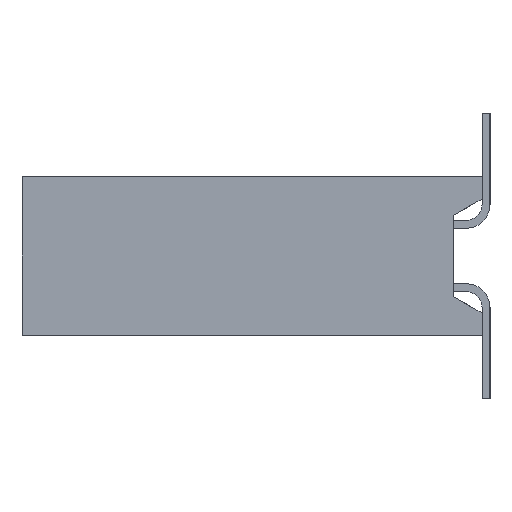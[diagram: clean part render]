
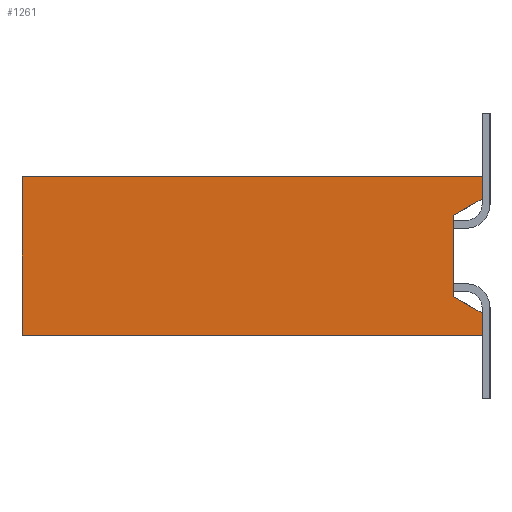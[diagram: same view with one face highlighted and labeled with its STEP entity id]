
A CAD part, left-side view. The second image highlights one B-rep face of the part: STEP entity #1261.
In plain terms, the highlighted planar face has unit normal (-1, 0, 0).
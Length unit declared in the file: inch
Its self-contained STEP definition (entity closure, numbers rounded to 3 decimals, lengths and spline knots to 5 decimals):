
#1261 = ADVANCED_FACE( '', ( #2543 ), #2544, .F. );
#2543 = FACE_OUTER_BOUND( '', #3813, .T. );
#2544 = PLANE( '', #3814 );
#3813 = EDGE_LOOP( '', ( #7781, #7782, #7783, #7784, #7785, #7786, #7787, #7788 ) );
#3814 = AXIS2_PLACEMENT_3D( '', #7789, #7790, #7791 );
#7781 = ORIENTED_EDGE( '', *, *, #8087, .F. );
#7782 = ORIENTED_EDGE( '', *, *, #9453, .T. );
#7783 = ORIENTED_EDGE( '', *, *, #8775, .F. );
#7784 = ORIENTED_EDGE( '', *, *, #8712, .F. );
#7785 = ORIENTED_EDGE( '', *, *, #9378, .T. );
#7786 = ORIENTED_EDGE( '', *, *, #9460, .T. );
#7787 = ORIENTED_EDGE( '', *, *, #8906, .F. );
#7788 = ORIENTED_EDGE( '', *, *, #9076, .F. );
#7789 = CARTESIAN_POINT( '', ( -0.55, 0.29, -0.05 ) );
#7790 = DIRECTION( '', ( 1., 0., 0. ) );
#7791 = DIRECTION( '', ( 0., 0., -1. ) );
#8087 = EDGE_CURVE( '', #9860, #9858, #9862, .T. );
#8712 = EDGE_CURVE( '', #10881, #10883, #10884, .T. );
#8775 = EDGE_CURVE( '', #10883, #10977, #10978, .T. );
#8906 = EDGE_CURVE( '', #11187, #11182, #11189, .T. );
#9076 = EDGE_CURVE( '', #9858, #11187, #11426, .T. );
#9378 = EDGE_CURVE( '', #10881, #11781, #11783, .T. );
#9453 = EDGE_CURVE( '', #9860, #10977, #11858, .T. );
#9460 = EDGE_CURVE( '', #11781, #11182, #11865, .T. );
#9858 = VERTEX_POINT( '', #12429 );
#9860 = VERTEX_POINT( '', #12432 );
#9862 = LINE( '', #12435, #12436 );
#10881 = VERTEX_POINT( '', #13945 );
#10883 = VERTEX_POINT( '', #13948 );
#10884 = LINE( '', #13949, #13950 );
#10977 = VERTEX_POINT( '', #14091 );
#10978 = LINE( '', #14092, #14093 );
#11182 = VERTEX_POINT( '', #14404 );
#11187 = VERTEX_POINT( '', #14411 );
#11189 = LINE( '', #14414, #14415 );
#11426 = LINE( '', #14787, #14788 );
#11781 = VERTEX_POINT( '', #15321 );
#11783 = LINE( '', #15324, #15325 );
#11858 = LINE( '', #15417, #15418 );
#11865 = LINE( '', #15425, #15426 );
#12429 = CARTESIAN_POINT( '', ( -0.55, 0.018, 0.02561 ) );
#12432 = CARTESIAN_POINT( '', ( -0.55, 0., 0.036 ) );
#12435 = CARTESIAN_POINT( '', ( -0.55, 0.25474, -0.11107 ) );
#12436 = VECTOR( '', #15634, 39.37008 );
#13945 = CARTESIAN_POINT( '', ( -0.55, 0.29, -0.05 ) );
#13948 = CARTESIAN_POINT( '', ( -0.55, 0.29, 0.05 ) );
#13949 = CARTESIAN_POINT( '', ( -0.55, 0.29, -0.05 ) );
#13950 = VECTOR( '', #16159, 39.37008 );
#14091 = CARTESIAN_POINT( '', ( -0.55, 0., 0.05 ) );
#14092 = CARTESIAN_POINT( '', ( -0.55, 0.29, 0.05 ) );
#14093 = VECTOR( '', #16217, 39.37008 );
#14404 = CARTESIAN_POINT( '', ( -0.55, 0., -0.036 ) );
#14411 = CARTESIAN_POINT( '', ( -0.55, 0.018, -0.02561 ) );
#14414 = CARTESIAN_POINT( '', ( -0.55, 0.21144, 0.08607 ) );
#14415 = VECTOR( '', #16337, 39.37008 );
#14787 = CARTESIAN_POINT( '', ( -0.55, 0.018, -0.05 ) );
#14788 = VECTOR( '', #16494, 39.37008 );
#15321 = CARTESIAN_POINT( '', ( -0.55, 0., -0.05 ) );
#15324 = CARTESIAN_POINT( '', ( -0.55, 0.29, -0.05 ) );
#15325 = VECTOR( '', #16695, 39.37008 );
#15417 = CARTESIAN_POINT( '', ( -0.55, 0., -0.05 ) );
#15418 = VECTOR( '', #16722, 39.37008 );
#15425 = CARTESIAN_POINT( '', ( -0.55, 0., -0.05 ) );
#15426 = VECTOR( '', #16723, 39.37008 );
#15634 = DIRECTION( '', ( 0., 0.866, -0.5 ) );
#16159 = DIRECTION( '', ( 0., 0., 1. ) );
#16217 = DIRECTION( '', ( 0., -1., 0. ) );
#16337 = DIRECTION( '', ( 0., -0.866, -0.5 ) );
#16494 = DIRECTION( '', ( 0., 0., -1. ) );
#16695 = DIRECTION( '', ( 0., -1., 0. ) );
#16722 = DIRECTION( '', ( 0., 0., 1. ) );
#16723 = DIRECTION( '', ( 0., 0., 1. ) );
